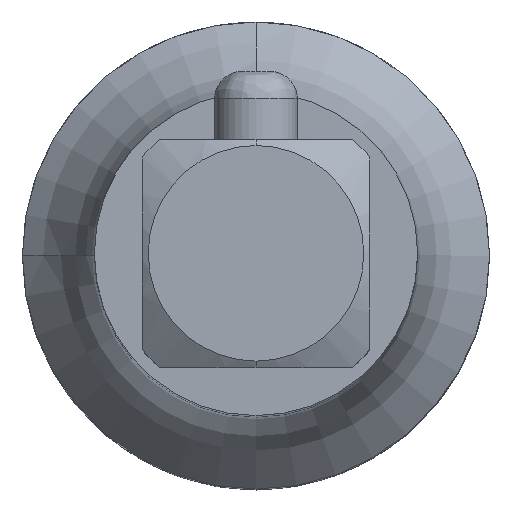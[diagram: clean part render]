
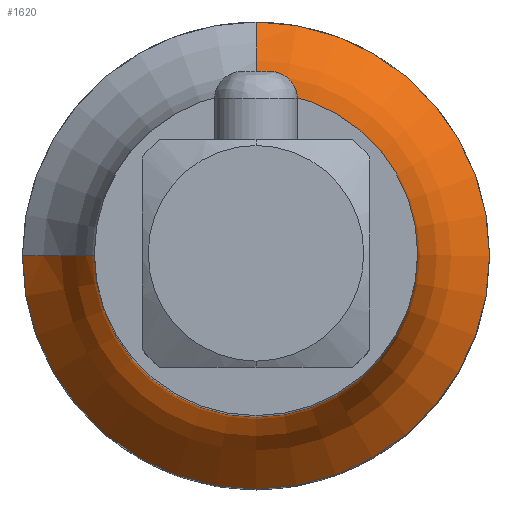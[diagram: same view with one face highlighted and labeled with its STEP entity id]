
A CAD part, top view. The second image highlights one B-rep face of the part: STEP entity #1620.
In plain terms, the highlighted toroidal (fillet/blend) face has major radius 19 mm and minor radius 10 mm.
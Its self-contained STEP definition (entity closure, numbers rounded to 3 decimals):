
#351=CARTESIAN_POINT('',(0.,0.,27.));
#352=DIRECTION('',(0.,0.,1.));
#353=DIRECTION('',(-1.,0.,0.));
#354=AXIS2_PLACEMENT_3D('',#351,#352,#353);
#389=CARTESIAN_POINT('',(0.,0.,27.));
#390=DIRECTION('',(0.,0.,1.));
#391=DIRECTION('',(0.,-1.,0.));
#392=AXIS2_PLACEMENT_3D('',#389,#390,#391);
#397=CARTESIAN_POINT('',(0.,0.,19.));
#398=DIRECTION('',(0.,0.,-1.));
#399=DIRECTION('',(1.,0.,0.));
#400=AXIS2_PLACEMENT_3D('',#397,#398,#399);
#405=CARTESIAN_POINT('',(-19.,0.,27.));
#406=DIRECTION('',(0.,-1.,0.));
#407=DIRECTION('',(0.6,0.,-0.8));
#408=AXIS2_PLACEMENT_3D('',#405,#406,#407);
#413=CARTESIAN_POINT('',(0.,19.,27.));
#414=DIRECTION('',(-1.,0.,0.));
#415=DIRECTION('',(0.,-0.6,-0.8));
#416=AXIS2_PLACEMENT_3D('',#413,#414,#415);
#456=CARTESIAN_POINT('',(0.,0.,19.));
#457=DIRECTION('',(0.,0.,1.));
#458=DIRECTION('',(1.,0.,0.));
#459=AXIS2_PLACEMENT_3D('',#456,#457,#458);
#1250=CARTESIAN_POINT('',(13.,0.,19.));
#1251=CARTESIAN_POINT('',(0.,13.,19.));
#1252=VERTEX_POINT('',#1250);
#1253=VERTEX_POINT('',#1251);
#1254=CARTESIAN_POINT('',(-13.,0.,19.));
#1255=VERTEX_POINT('',#1254);
#1256=CARTESIAN_POINT('',(0.,9.,27.));
#1257=CARTESIAN_POINT('',(-9.,0.,27.));
#1258=VERTEX_POINT('',#1256);
#1259=VERTEX_POINT('',#1257);
#1260=CARTESIAN_POINT('',(0.,-9.,27.));
#1261=VERTEX_POINT('',#1260);
#1603=CARTESIAN_POINT('',(0.,0.,27.));
#1604=DIRECTION('',(0.,0.,1.));
#1605=DIRECTION('',(-0.017,-1.,0.));
#1606=AXIS2_PLACEMENT_3D('',#1603,#1604,#1605);
#1607=TOROIDAL_SURFACE('',#1606,19.,10.);
#1608=ORIENTED_EDGE('',*,*,#1597,.T.);
#1610=ORIENTED_EDGE('',*,*,#1609,.F.);
#1612=ORIENTED_EDGE('',*,*,#1611,.F.);
#1614=ORIENTED_EDGE('',*,*,#1613,.T.);
#1616=ORIENTED_EDGE('',*,*,#1615,.T.);
#1617=ORIENTED_EDGE('',*,*,#1581,.T.);
#1618=EDGE_LOOP('',(#1608,#1610,#1612,#1614,#1616,#1617));
#1619=FACE_OUTER_BOUND('',#1618,.F.);
#1620=ADVANCED_FACE('',(#1619),#1607,.F.);
#355=CIRCLE('',#354,9.);
#393=CIRCLE('',#392,9.);
#401=CIRCLE('',#400,13.);
#409=CIRCLE('',#408,10.);
#417=CIRCLE('',#416,10.);
#460=CIRCLE('',#459,13.);
#1581=EDGE_CURVE('',#1259,#1261,#355,.T.);
#1597=EDGE_CURVE('',#1261,#1258,#393,.T.);
#1609=EDGE_CURVE('',#1253,#1258,#417,.T.);
#1611=EDGE_CURVE('',#1252,#1253,#460,.T.);
#1613=EDGE_CURVE('',#1252,#1255,#401,.T.);
#1615=EDGE_CURVE('',#1255,#1259,#409,.T.);
